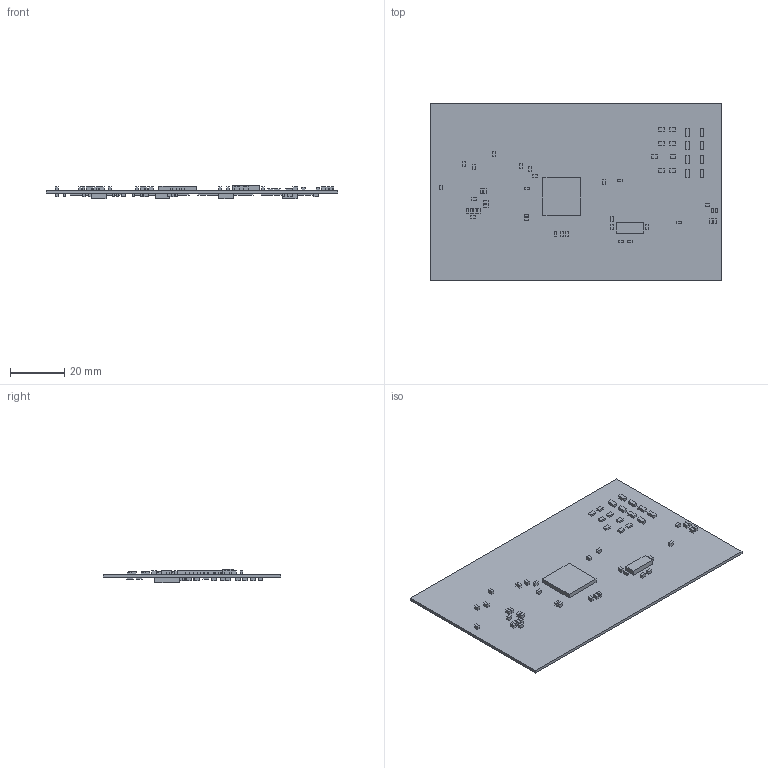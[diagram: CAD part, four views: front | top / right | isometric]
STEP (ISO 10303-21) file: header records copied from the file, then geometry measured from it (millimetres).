
FILE_DESCRIPTION(('Open CASCADE Model'),'2;1');
FILE_NAME('Open CASCADE Shape Model','2014-01-19T15:48:14',('Author'),( 'Open CASCADE'),'Open CASCADE STEP processor 6.2','Open CASCADE 6.2' ,'Unknown');
FILE_SCHEMA(('AUTOMOTIVE_DESIGN { 1 0 10303 214 1 1 1 1 }'));
Length unit declared in the file: millimetre
Products named in the file (160): PCB; Board; C1; 571659936; Extruded; C2; 571659808; C3; C4; C5; C6; C7; C8; C9; C10; C12; C13; C15; C16; C17; C18; C19; C20; C21; C22; C23; 571659552; L1; L2; L3; L5; L6; Q1; 571660064; Q2; Q3; Q4; Q5; Q6; Q7 ...
Assembly tree (293 placements, depth 4):
  PCB
    Board
    C1
      571659936
        Extruded
    C2
      571659808
        Extruded
    C3
      571659936
        Extruded
    C4
      571659808
        Extruded
    C5
      571659936
        Extruded
    C6
      571659936
        Extruded
    C7
      571659808
        Extruded
    C8
      571659808
        Extruded
    C9
      571659808
        Extruded
    C10
      571659808
        Extruded
    C12
      571659936
        Extruded
    C13
      571659936
        Extruded
    C15
      571659936
        Extruded
    C16
      571659808
        Extruded
    C17
      571659808
        Extruded
    C18
      571659808
        Extruded
    C19
      571659936
        Extruded
    C20
      571659808
        Extruded
    C21
      571659808
        Extruded
    C22
Bounding box: 107.7 x 65.53 x 4.98 mm (x, y, z)
Volume: 8652.2 mm3; surface area: 17242.3 mm2
Topology: 143 solids, 143 shells, 858 faces, 1716 edges, 1144 vertices
Faces by surface type: plane 858
Entity records: 6796 total; most frequent: DIRECTION 1020, CARTESIAN_POINT 744, PRODUCT_DEFINITION_SHAPE 453, AXIS2_PLACEMENT_3D 348, LINE 324, VECTOR 324, CONTEXT_DEPENDENT_SHAPE_REPRESENTATION 293, ITEM_DEFINED_TRANSFORMATION 293
